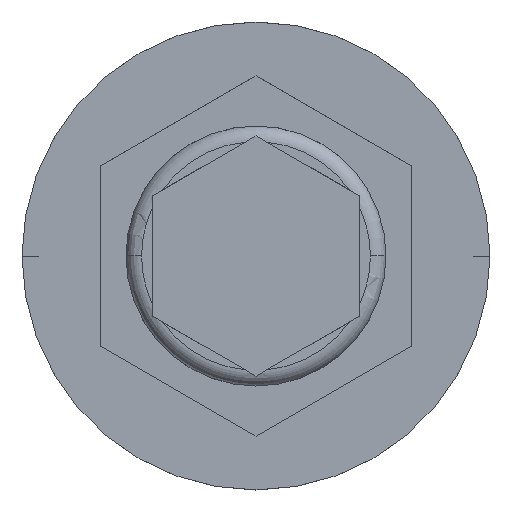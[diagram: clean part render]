
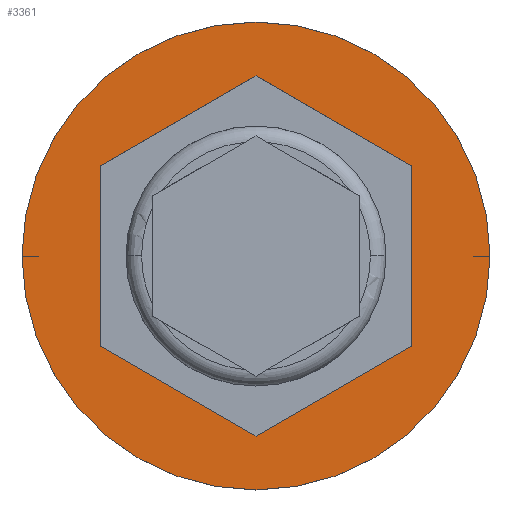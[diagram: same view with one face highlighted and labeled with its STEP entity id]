
A CAD part, top view. The second image highlights one B-rep face of the part: STEP entity #3361.
In plain terms, the highlighted planar face has unit normal (0, 0, 1).
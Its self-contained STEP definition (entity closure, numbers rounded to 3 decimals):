
#75 = CIRCLE ( 'NONE', #1233, 4.5 ) ;
#178 = VERTEX_POINT ( 'NONE', #1069 ) ;
#229 = EDGE_CURVE ( 'NONE', #2201, #178, #1524, .T. ) ;
#231 = LINE ( 'NONE', #1139, #2815 ) ;
#258 = EDGE_LOOP ( 'NONE', ( #3359, #1329, #402, #2783, #2269, #664 ) ) ;
#268 = AXIS2_PLACEMENT_3D ( 'NONE', #1930, #994, #2846 ) ;
#287 = LINE ( 'NONE', #1506, #1093 ) ;
#348 = DIRECTION ( 'NONE',  ( 0.866, -0.5, 0. ) ) ;
#402 = ORIENTED_EDGE ( 'NONE', *, *, #229, .F. ) ;
#430 = DIRECTION ( 'NONE',  ( 0., -1., 0. ) ) ;
#519 = DIRECTION ( 'NONE',  ( 1., 0., 0. ) ) ;
#662 = DIRECTION ( 'NONE',  ( 1., 0., 0. ) ) ;
#664 = ORIENTED_EDGE ( 'NONE', *, *, #3293, .F. ) ;
#707 = EDGE_CURVE ( 'NONE', #3395, #2446, #834, .T. ) ;
#732 = CARTESIAN_POINT ( 'NONE',  ( -3., 1.732, 0. ) ) ;
#834 = CIRCLE ( 'NONE', #2361, 4.5 ) ;
#852 = EDGE_CURVE ( 'NONE', #3111, #1906, #3750, .T. ) ;
#978 = DIRECTION ( 'NONE',  ( -0.866, -0.5, 0. ) ) ;
#994 = DIRECTION ( 'NONE',  ( 0., 0., 1. ) ) ;
#996 = VERTEX_POINT ( 'NONE', #1091 ) ;
#1020 = EDGE_LOOP ( 'NONE', ( #1172, #3673 ) ) ;
#1069 = CARTESIAN_POINT ( 'NONE',  ( 3., -1.732, 0. ) ) ;
#1091 = CARTESIAN_POINT ( 'NONE',  ( 0., 3.464, 0. ) ) ;
#1093 = VECTOR ( 'NONE', #348, 1000. ) ;
#1139 = CARTESIAN_POINT ( 'NONE',  ( 3., -1.732, 0. ) ) ;
#1167 = VERTEX_POINT ( 'NONE', #1440 ) ;
#1172 = ORIENTED_EDGE ( 'NONE', *, *, #707, .T. ) ;
#1223 = LINE ( 'NONE', #2440, #3128 ) ;
#1233 = AXIS2_PLACEMENT_3D ( 'NONE', #2342, #2307, #519 ) ;
#1329 = ORIENTED_EDGE ( 'NONE', *, *, #2530, .F. ) ;
#1440 = CARTESIAN_POINT ( 'NONE',  ( 3., 1.732, 0. ) ) ;
#1449 = DIRECTION ( 'NONE',  ( 0., 1., 0. ) ) ;
#1455 = DIRECTION ( 'NONE',  ( 0.866, 0.5, 0. ) ) ;
#1506 = CARTESIAN_POINT ( 'NONE',  ( -3., -1.732, 0. ) ) ;
#1524 = LINE ( 'NONE', #1838, #3062 ) ;
#1616 = CARTESIAN_POINT ( 'NONE',  ( 4.5, 0., 0. ) ) ;
#1650 = LINE ( 'NONE', #3105, #2615 ) ;
#1838 = CARTESIAN_POINT ( 'NONE',  ( 0., -3.464, 0. ) ) ;
#1906 = VERTEX_POINT ( 'NONE', #2324 ) ;
#1919 = EDGE_CURVE ( 'NONE', #2446, #3395, #75, .T. ) ;
#1930 = CARTESIAN_POINT ( 'NONE',  ( 0., 0., 0. ) ) ;
#2118 = CARTESIAN_POINT ( 'NONE',  ( -3., 1.732, 0. ) ) ;
#2201 = VERTEX_POINT ( 'NONE', #3767 ) ;
#2269 = ORIENTED_EDGE ( 'NONE', *, *, #852, .F. ) ;
#2307 = DIRECTION ( 'NONE',  ( 0., 0., 1. ) ) ;
#2324 = CARTESIAN_POINT ( 'NONE',  ( -3., -1.732, 0. ) ) ;
#2342 = CARTESIAN_POINT ( 'NONE',  ( 0., 0., 0. ) ) ;
#2361 = AXIS2_PLACEMENT_3D ( 'NONE', #3101, #3692, #662 ) ;
#2440 = CARTESIAN_POINT ( 'NONE',  ( 3., 1.732, 0. ) ) ;
#2446 = VERTEX_POINT ( 'NONE', #3295 ) ;
#2530 = EDGE_CURVE ( 'NONE', #178, #1167, #231, .T. ) ;
#2615 = VECTOR ( 'NONE', #978, 1000. ) ;
#2783 = ORIENTED_EDGE ( 'NONE', *, *, #3139, .F. ) ;
#2805 = FACE_OUTER_BOUND ( 'NONE', #1020, .T. ) ;
#2815 = VECTOR ( 'NONE', #1449, 1000. ) ;
#2846 = DIRECTION ( 'NONE',  ( 1., 0., 0. ) ) ;
#3062 = VECTOR ( 'NONE', #1455, 1000. ) ;
#3101 = CARTESIAN_POINT ( 'NONE',  ( 0., 0., 0. ) ) ;
#3105 = CARTESIAN_POINT ( 'NONE',  ( 0., 3.464, 0. ) ) ;
#3111 = VERTEX_POINT ( 'NONE', #2118 ) ;
#3128 = VECTOR ( 'NONE', #3331, 1000. ) ;
#3139 = EDGE_CURVE ( 'NONE', #1906, #2201, #287, .T. ) ;
#3160 = EDGE_CURVE ( 'NONE', #1167, #996, #1223, .T. ) ;
#3293 = EDGE_CURVE ( 'NONE', #996, #3111, #1650, .T. ) ;
#3295 = CARTESIAN_POINT ( 'NONE',  ( -4.5, 0., 0. ) ) ;
#3331 = DIRECTION ( 'NONE',  ( -0.866, 0.5, 0. ) ) ;
#3359 = ORIENTED_EDGE ( 'NONE', *, *, #3160, .F. ) ;
#3361 = ADVANCED_FACE ( 'NONE', ( #3737, #2805 ), #3718, .T. ) ;
#3395 = VERTEX_POINT ( 'NONE', #1616 ) ;
#3570 = VECTOR ( 'NONE', #430, 1000. ) ;
#3673 = ORIENTED_EDGE ( 'NONE', *, *, #1919, .T. ) ;
#3692 = DIRECTION ( 'NONE',  ( 0., 0., 1. ) ) ;
#3718 = PLANE ( 'NONE',  #268 ) ;
#3737 = FACE_BOUND ( 'NONE', #258, .T. ) ;
#3750 = LINE ( 'NONE', #732, #3570 ) ;
#3767 = CARTESIAN_POINT ( 'NONE',  ( 0., -3.464, 0. ) ) ;
